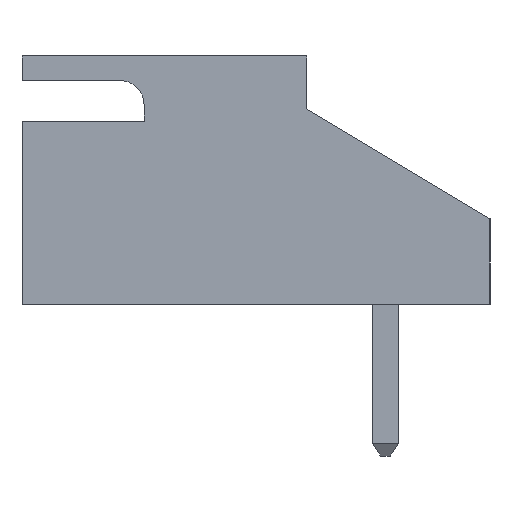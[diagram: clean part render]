
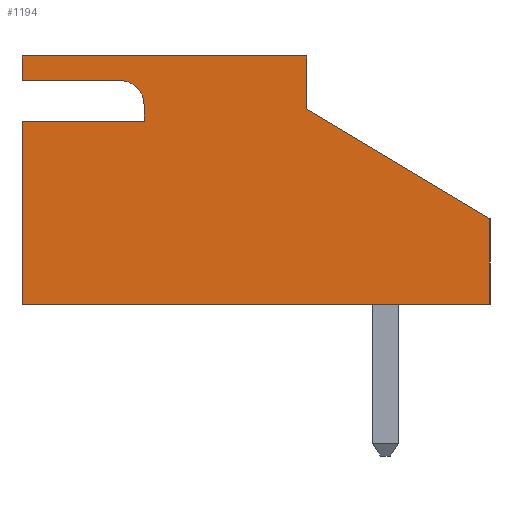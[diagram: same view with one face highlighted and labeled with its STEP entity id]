
A CAD part, left-side view. The second image highlights one B-rep face of the part: STEP entity #1194.
In plain terms, the highlighted planar face has unit normal (-1, 0, 0).
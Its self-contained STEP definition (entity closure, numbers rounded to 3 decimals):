
#119 = VERTEX_POINT('',#120);
#120 = CARTESIAN_POINT('',(-11.2,3.35,5.5));
#126 = EDGE_CURVE('',#119,#127,#129,.T.);
#127 = VERTEX_POINT('',#128);
#128 = CARTESIAN_POINT('',(-11.2,5.75,5.5));
#129 = LINE('',#130,#131);
#130 = CARTESIAN_POINT('',(-11.2,0.,5.5));
#131 = VECTOR('',#132,1.);
#132 = DIRECTION('',(0.,1.,0.));
#1151 = EDGE_CURVE('',#119,#1152,#1154,.T.);
#1152 = VERTEX_POINT('',#1153);
#1153 = CARTESIAN_POINT('',(-11.2,2.75,4.9));
#1154 = CIRCLE('',#1155,0.6);
#1155 = AXIS2_PLACEMENT_3D('',#1156,#1157,#1158);
#1156 = CARTESIAN_POINT('',(-11.2,3.35,4.9));
#1157 = DIRECTION('',(1.,0.,0.));
#1158 = DIRECTION('',(0.,1.,0.));
#1194 = ADVANCED_FACE('',(#1195),#1278,.T.);
#1195 = FACE_BOUND('',#1196,.T.);
#1196 = EDGE_LOOP('',(#1197,#1207,#1215,#1223,#1231,#1239,#1247,#1253,
    #1254,#1255,#1263,#1271));
#1197 = ORIENTED_EDGE('',*,*,#1198,.F.);
#1198 = EDGE_CURVE('',#1199,#1201,#1203,.T.);
#1199 = VERTEX_POINT('',#1200);
#1200 = CARTESIAN_POINT('',(-11.2,5.75,0.));
#1201 = VERTEX_POINT('',#1202);
#1202 = CARTESIAN_POINT('',(-11.2,5.75,4.45));
#1203 = LINE('',#1204,#1205);
#1204 = CARTESIAN_POINT('',(-11.2,5.75,0.));
#1205 = VECTOR('',#1206,1.);
#1206 = DIRECTION('',(0.,0.,1.));
#1207 = ORIENTED_EDGE('',*,*,#1208,.F.);
#1208 = EDGE_CURVE('',#1209,#1199,#1211,.T.);
#1209 = VERTEX_POINT('',#1210);
#1210 = CARTESIAN_POINT('',(-11.2,-5.75,0.));
#1211 = LINE('',#1212,#1213);
#1212 = CARTESIAN_POINT('',(-11.2,-5.75,0.));
#1213 = VECTOR('',#1214,1.);
#1214 = DIRECTION('',(0.,1.,0.));
#1215 = ORIENTED_EDGE('',*,*,#1216,.T.);
#1216 = EDGE_CURVE('',#1209,#1217,#1219,.T.);
#1217 = VERTEX_POINT('',#1218);
#1218 = CARTESIAN_POINT('',(-11.2,-5.75,2.1));
#1219 = LINE('',#1220,#1221);
#1220 = CARTESIAN_POINT('',(-11.2,-5.75,0.));
#1221 = VECTOR('',#1222,1.);
#1222 = DIRECTION('',(0.,0.,1.));
#1223 = ORIENTED_EDGE('',*,*,#1224,.T.);
#1224 = EDGE_CURVE('',#1217,#1225,#1227,.T.);
#1225 = VERTEX_POINT('',#1226);
#1226 = CARTESIAN_POINT('',(-11.2,-1.25,4.8));
#1227 = LINE('',#1228,#1229);
#1228 = CARTESIAN_POINT('',(-11.2,-3.963,3.172));
#1229 = VECTOR('',#1230,1.);
#1230 = DIRECTION('',(0.,0.857,0.514));
#1231 = ORIENTED_EDGE('',*,*,#1232,.T.);
#1232 = EDGE_CURVE('',#1225,#1233,#1235,.T.);
#1233 = VERTEX_POINT('',#1234);
#1234 = CARTESIAN_POINT('',(-11.2,-1.25,6.1));
#1235 = LINE('',#1236,#1237);
#1236 = CARTESIAN_POINT('',(-11.2,-1.25,3.05));
#1237 = VECTOR('',#1238,1.);
#1238 = DIRECTION('',(0.,0.,1.));
#1239 = ORIENTED_EDGE('',*,*,#1240,.T.);
#1240 = EDGE_CURVE('',#1233,#1241,#1243,.T.);
#1241 = VERTEX_POINT('',#1242);
#1242 = CARTESIAN_POINT('',(-11.2,5.75,6.1));
#1243 = LINE('',#1244,#1245);
#1244 = CARTESIAN_POINT('',(-11.2,-5.75,6.1));
#1245 = VECTOR('',#1246,1.);
#1246 = DIRECTION('',(0.,1.,0.));
#1247 = ORIENTED_EDGE('',*,*,#1248,.F.);
#1248 = EDGE_CURVE('',#127,#1241,#1249,.T.);
#1249 = LINE('',#1250,#1251);
#1250 = CARTESIAN_POINT('',(-11.2,5.75,0.));
#1251 = VECTOR('',#1252,1.);
#1252 = DIRECTION('',(0.,0.,1.));
#1253 = ORIENTED_EDGE('',*,*,#126,.F.);
#1254 = ORIENTED_EDGE('',*,*,#1151,.T.);
#1255 = ORIENTED_EDGE('',*,*,#1256,.F.);
#1256 = EDGE_CURVE('',#1257,#1152,#1259,.T.);
#1257 = VERTEX_POINT('',#1258);
#1258 = CARTESIAN_POINT('',(-11.2,2.75,4.5));
#1259 = LINE('',#1260,#1261);
#1260 = CARTESIAN_POINT('',(-11.2,2.75,2.45));
#1261 = VECTOR('',#1262,1.);
#1262 = DIRECTION('',(0.,0.,1.));
#1263 = ORIENTED_EDGE('',*,*,#1264,.F.);
#1264 = EDGE_CURVE('',#1265,#1257,#1267,.T.);
#1265 = VERTEX_POINT('',#1266);
#1266 = CARTESIAN_POINT('',(-11.2,5.7,4.5));
#1267 = LINE('',#1268,#1269);
#1268 = CARTESIAN_POINT('',(-11.2,-1.5,4.5));
#1269 = VECTOR('',#1270,1.);
#1270 = DIRECTION('',(0.,-1.,0.));
#1271 = ORIENTED_EDGE('',*,*,#1272,.F.);
#1272 = EDGE_CURVE('',#1201,#1265,#1273,.T.);
#1273 = CIRCLE('',#1274,0.05);
#1274 = AXIS2_PLACEMENT_3D('',#1275,#1276,#1277);
#1275 = CARTESIAN_POINT('',(-11.2,5.7,4.45));
#1276 = DIRECTION('',(1.,0.,0.));
#1277 = DIRECTION('',(0.,-1.,0.));
#1278 = PLANE('',#1279);
#1279 = AXIS2_PLACEMENT_3D('',#1280,#1281,#1282);
#1280 = CARTESIAN_POINT('',(-11.2,-5.75,0.));
#1281 = DIRECTION('',(-1.,0.,0.));
#1282 = DIRECTION('',(0.,1.,0.));
